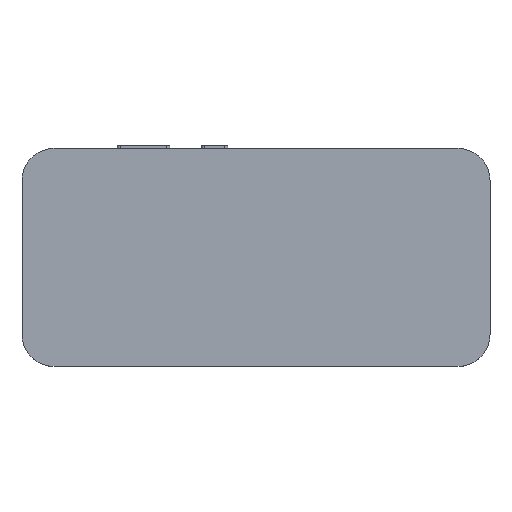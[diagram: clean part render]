
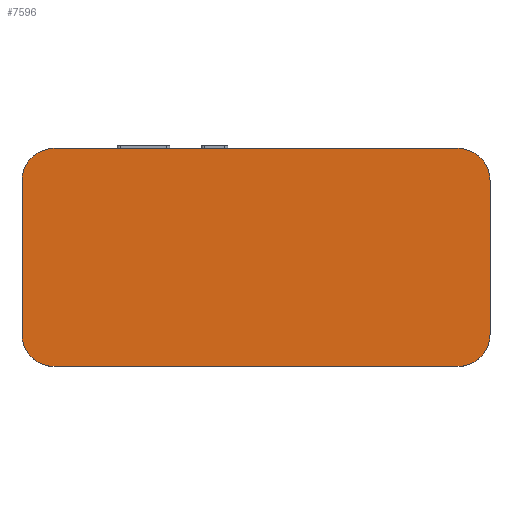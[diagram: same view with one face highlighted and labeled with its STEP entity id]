
A CAD part, top view. The second image highlights one B-rep face of the part: STEP entity #7596.
In plain terms, the highlighted planar face has unit normal (0, 0, 1).
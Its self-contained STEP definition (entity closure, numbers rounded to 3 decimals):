
#135 = CARTESIAN_POINT ( 'NONE',  ( 69.43, -37.475, 8.21 ) ) ;
#597 = VECTOR ( 'NONE', #9759, 1000. ) ;
#891 = VERTEX_POINT ( 'NONE', #5389 ) ;
#1109 = ORIENTED_EDGE ( 'NONE', *, *, #12280, .T. ) ;
#1156 = LINE ( 'NONE', #135, #1557 ) ;
#1158 = CIRCLE ( 'NONE', #9949, 11. ) ;
#1310 = CIRCLE ( 'NONE', #9457, 11. ) ;
#1429 = ORIENTED_EDGE ( 'NONE', *, *, #10690, .T. ) ;
#1518 = VERTEX_POINT ( 'NONE', #5351 ) ;
#1557 = VECTOR ( 'NONE', #8524, 1000. ) ;
#2169 = CARTESIAN_POINT ( 'NONE',  ( -69.43, -26.475, 8.21 ) ) ;
#2273 = LINE ( 'NONE', #10679, #11738 ) ;
#2335 = DIRECTION ( 'NONE',  ( 0., 0., 1. ) ) ;
#2423 = ORIENTED_EDGE ( 'NONE', *, *, #6425, .T. ) ;
#2466 = VERTEX_POINT ( 'NONE', #2633 ) ;
#2522 = LINE ( 'NONE', #13134, #597 ) ;
#2633 = CARTESIAN_POINT ( 'NONE',  ( -69.43, -37.475, 8.21 ) ) ;
#2794 = AXIS2_PLACEMENT_3D ( 'NONE', #7918, #6952, #5861 ) ;
#4147 = CARTESIAN_POINT ( 'NONE',  ( 80.43, -26.475, 8.21 ) ) ;
#4196 = EDGE_CURVE ( 'NONE', #6965, #5356, #1310, .T. ) ;
#4277 = DIRECTION ( 'NONE',  ( 1., 0., 0. ) ) ;
#4450 = DIRECTION ( 'NONE',  ( 0., 0., -1. ) ) ;
#4629 = CARTESIAN_POINT ( 'NONE',  ( 69.43, 37.475, 8.21 ) ) ;
#5244 = DIRECTION ( 'NONE',  ( 0., 1., 0. ) ) ;
#5351 = CARTESIAN_POINT ( 'NONE',  ( -80.43, -26.475, 8.21 ) ) ;
#5356 = VERTEX_POINT ( 'NONE', #4629 ) ;
#5389 = CARTESIAN_POINT ( 'NONE',  ( -69.43, 37.475, 8.21 ) ) ;
#5486 = PLANE ( 'NONE',  #9488 ) ;
#5685 = ORIENTED_EDGE ( 'NONE', *, *, #12324, .T. ) ;
#5722 = DIRECTION ( 'NONE',  ( 1., 0., 0. ) ) ;
#5861 = DIRECTION ( 'NONE',  ( -1., 0., 0. ) ) ;
#6425 = EDGE_CURVE ( 'NONE', #7816, #6965, #9508, .T. ) ;
#6483 = DIRECTION ( 'NONE',  ( 0., -1., 0. ) ) ;
#6561 = CARTESIAN_POINT ( 'NONE',  ( 80.43, 26.475, 8.21 ) ) ;
#6663 = EDGE_CURVE ( 'NONE', #2466, #9323, #1156, .T. ) ;
#6952 = DIRECTION ( 'NONE',  ( 0., 0., 1. ) ) ;
#6965 = VERTEX_POINT ( 'NONE', #6561 ) ;
#7196 = AXIS2_PLACEMENT_3D ( 'NONE', #10053, #11089, #5722 ) ;
#7596 = ADVANCED_FACE ( 'NONE', ( #10445 ), #5486, .F. ) ;
#7816 = VERTEX_POINT ( 'NONE', #13187 ) ;
#7918 = CARTESIAN_POINT ( 'NONE',  ( -69.43, -26.475, 8.21 ) ) ;
#7936 = VERTEX_POINT ( 'NONE', #8604 ) ;
#8437 = DIRECTION ( 'NONE',  ( -1., 0., 0. ) ) ;
#8444 = DIRECTION ( 'NONE',  ( 1., 0., 0. ) ) ;
#8456 = EDGE_LOOP ( 'NONE', ( #5685, #9882, #1429, #2423, #10286, #8706, #1109, #10729 ) ) ;
#8524 = DIRECTION ( 'NONE',  ( 1., 0., 0. ) ) ;
#8604 = CARTESIAN_POINT ( 'NONE',  ( -80.43, 26.475, 8.21 ) ) ;
#8706 = ORIENTED_EDGE ( 'NONE', *, *, #11114, .T. ) ;
#9167 = CIRCLE ( 'NONE', #2794, 11. ) ;
#9209 = CARTESIAN_POINT ( 'NONE',  ( 69.43, 26.475, 8.21 ) ) ;
#9323 = VERTEX_POINT ( 'NONE', #11939 ) ;
#9457 = AXIS2_PLACEMENT_3D ( 'NONE', #9209, #11349, #8444 ) ;
#9488 = AXIS2_PLACEMENT_3D ( 'NONE', #2169, #4450, #8437 ) ;
#9508 = LINE ( 'NONE', #4147, #12579 ) ;
#9622 = EDGE_CURVE ( 'NONE', #7936, #1518, #2273, .T. ) ;
#9707 = CARTESIAN_POINT ( 'NONE',  ( 69.43, -26.475, 8.21 ) ) ;
#9759 = DIRECTION ( 'NONE',  ( -1., 0., 0. ) ) ;
#9882 = ORIENTED_EDGE ( 'NONE', *, *, #6663, .T. ) ;
#9949 = AXIS2_PLACEMENT_3D ( 'NONE', #9707, #2335, #4277 ) ;
#10053 = CARTESIAN_POINT ( 'NONE',  ( -69.43, 26.475, 8.21 ) ) ;
#10286 = ORIENTED_EDGE ( 'NONE', *, *, #4196, .T. ) ;
#10445 = FACE_OUTER_BOUND ( 'NONE', #8456, .T. ) ;
#10679 = CARTESIAN_POINT ( 'NONE',  ( -80.43, -26.475, 8.21 ) ) ;
#10690 = EDGE_CURVE ( 'NONE', #9323, #7816, #1158, .T. ) ;
#10729 = ORIENTED_EDGE ( 'NONE', *, *, #9622, .T. ) ;
#11089 = DIRECTION ( 'NONE',  ( 0., 0., 1. ) ) ;
#11114 = EDGE_CURVE ( 'NONE', #5356, #891, #2522, .T. ) ;
#11349 = DIRECTION ( 'NONE',  ( 0., 0., 1. ) ) ;
#11738 = VECTOR ( 'NONE', #6483, 1000. ) ;
#11939 = CARTESIAN_POINT ( 'NONE',  ( 69.43, -37.475, 8.21 ) ) ;
#12280 = EDGE_CURVE ( 'NONE', #891, #7936, #13135, .T. ) ;
#12324 = EDGE_CURVE ( 'NONE', #1518, #2466, #9167, .T. ) ;
#12579 = VECTOR ( 'NONE', #5244, 1000. ) ;
#13134 = CARTESIAN_POINT ( 'NONE',  ( 69.43, 37.475, 8.21 ) ) ;
#13135 = CIRCLE ( 'NONE', #7196, 11. ) ;
#13187 = CARTESIAN_POINT ( 'NONE',  ( 80.43, -26.475, 8.21 ) ) ;
